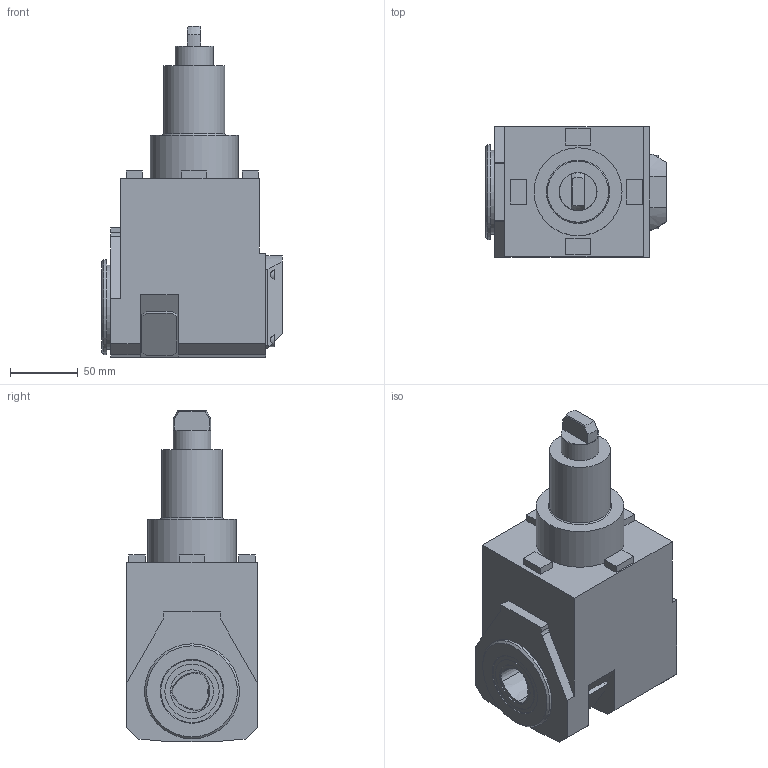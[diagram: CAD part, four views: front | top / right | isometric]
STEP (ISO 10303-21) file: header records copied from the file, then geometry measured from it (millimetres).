
FILE_DESCRIPTION(/* description */ (''),/* implementation_level */ '2;1');
FILE_NAME(/* name */ '1534145210111.stp',/* time_stamp */ '2018-08-13T09:26:56+02:00',/* author */ (''),/* organization */ ('SMS'),/* preprocessor_version */ 'ST-DEVELOPER v15',/* originating_system */ 'SIEMENS PLM Software NX 8.5',/* authorisation */ '');
FILE_SCHEMA (('AUTOMOTIVE_DESIGN { 1 0 10303 214 3 1 1 1 }'));
Length unit declared in the file: millimetre
Products named in the file (1): 201820430mod000_00
Bounding box: 133 x 96 x 244 mm (x, y, z)
Volume: 1608302.7 mm3; surface area: 99510.5 mm2
Topology: 1 solids, 1 shells, 111 faces, 269 edges, 178 vertices
Faces by surface type: plane 75, cylinder 24, cone 11, torus 1
Full cylindrical faces by diameter (mm): 2.5 x1, 28 x1, 31.6 x1, 40 x1, 45 x1, 62 x1, 64.9 x1, 70 x1
Entity records: 3263 total; most frequent: CARTESIAN_POINT 623, DIRECTION 547, ORIENTED_EDGE 506, EDGE_CURVE 253, AXIS2_PLACEMENT_3D 188, VERTEX_POINT 174, LINE 171, VECTOR 171
